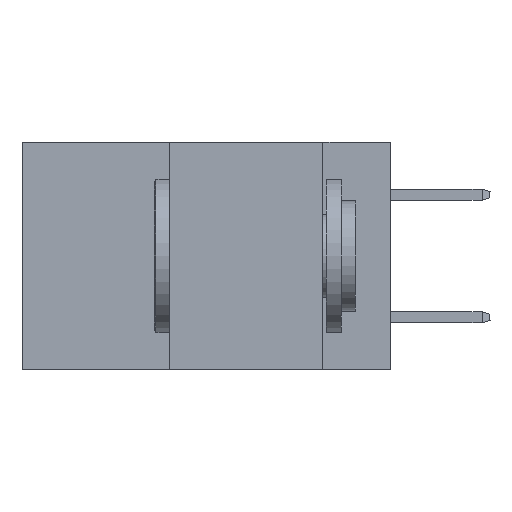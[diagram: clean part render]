
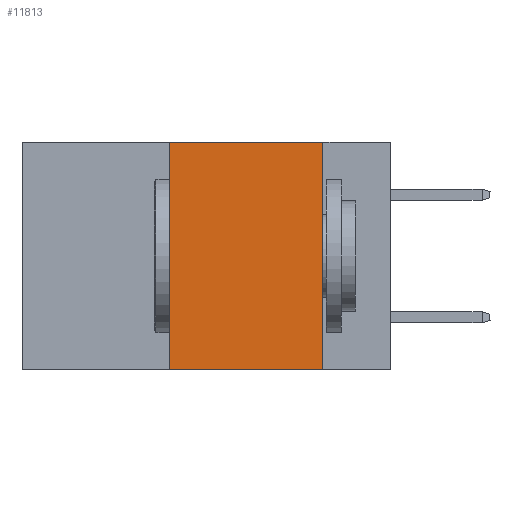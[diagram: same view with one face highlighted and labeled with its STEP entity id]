
A CAD part, left-side view. The second image highlights one B-rep face of the part: STEP entity #11813.
In plain terms, the highlighted planar face has unit normal (-1, 0, 0).
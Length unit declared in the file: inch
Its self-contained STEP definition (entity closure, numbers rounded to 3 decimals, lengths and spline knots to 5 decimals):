
#4582 = ORIENTED_EDGE ( 'NONE', *, *, #12464, .F. ) ;
#5409 = ORIENTED_EDGE ( 'NONE', *, *, #15106, .F. ) ;
#5523 = DIRECTION ( 'NONE',  ( 0., 0., -1. ) ) ;
#6354 = DIRECTION ( 'NONE',  ( 0., -1., 0. ) ) ;
#6798 = CARTESIAN_POINT ( 'NONE',  ( 0., 0.6, 0. ) ) ;
#7119 = LINE ( 'NONE', #20858, #21802 ) ;
#7253 = CARTESIAN_POINT ( 'NONE',  ( 0., 0.11, 0. ) ) ;
#7491 = DIRECTION ( 'NONE',  ( 0., -1., 0. ) ) ;
#9654 = LINE ( 'NONE', #25013, #16806 ) ;
#10569 = ORIENTED_EDGE ( 'NONE', *, *, #16787, .F. ) ;
#10623 = DIRECTION ( 'NONE',  ( 0., 0., 1. ) ) ;
#11105 = EDGE_CURVE ( 'NONE', #18214, #17475, #12088, .T. ) ;
#11620 = DIRECTION ( 'NONE',  ( 1., 0., 0. ) ) ;
#11813 = ADVANCED_FACE ( 'NONE', ( #28985 ), #16494, .F. ) ;
#12088 = LINE ( 'NONE', #21891, #22642 ) ;
#12350 = AXIS2_PLACEMENT_3D ( 'NONE', #6798, #11620, #14258 ) ;
#12464 = EDGE_CURVE ( 'NONE', #16650, #29804, #7119, .T. ) ;
#14258 = DIRECTION ( 'NONE',  ( 0., 0., -1. ) ) ;
#15106 = EDGE_CURVE ( 'NONE', #18214, #16650, #9654, .T. ) ;
#16494 = PLANE ( 'NONE',  #12350 ) ;
#16650 = VERTEX_POINT ( 'NONE', #26626 ) ;
#16787 = EDGE_CURVE ( 'NONE', #29804, #17475, #25688, .T. ) ;
#16806 = VECTOR ( 'NONE', #10623, 39.37008 ) ;
#17475 = VERTEX_POINT ( 'NONE', #19636 ) ;
#18214 = VERTEX_POINT ( 'NONE', #21894 ) ;
#19636 = CARTESIAN_POINT ( 'NONE',  ( 0., 0.11, -0.37 ) ) ;
#20377 = EDGE_LOOP ( 'NONE', ( #10569, #4582, #5409, #29598 ) ) ;
#20858 = CARTESIAN_POINT ( 'NONE',  ( 0., 0.6, 0. ) ) ;
#21802 = VECTOR ( 'NONE', #6354, 39.37008 ) ;
#21891 = CARTESIAN_POINT ( 'NONE',  ( 0., 0.6, -0.37 ) ) ;
#21894 = CARTESIAN_POINT ( 'NONE',  ( 0., 0.36, -0.37 ) ) ;
#22432 = CARTESIAN_POINT ( 'NONE',  ( 0., 0.11, 0. ) ) ;
#22642 = VECTOR ( 'NONE', #7491, 39.37008 ) ;
#24579 = VECTOR ( 'NONE', #5523, 39.37008 ) ;
#25013 = CARTESIAN_POINT ( 'NONE',  ( 0., 0.36, 0. ) ) ;
#25688 = LINE ( 'NONE', #22432, #24579 ) ;
#26626 = CARTESIAN_POINT ( 'NONE',  ( 0., 0.36, 0. ) ) ;
#28985 = FACE_OUTER_BOUND ( 'NONE', #20377, .T. ) ;
#29598 = ORIENTED_EDGE ( 'NONE', *, *, #11105, .T. ) ;
#29804 = VERTEX_POINT ( 'NONE', #7253 ) ;
